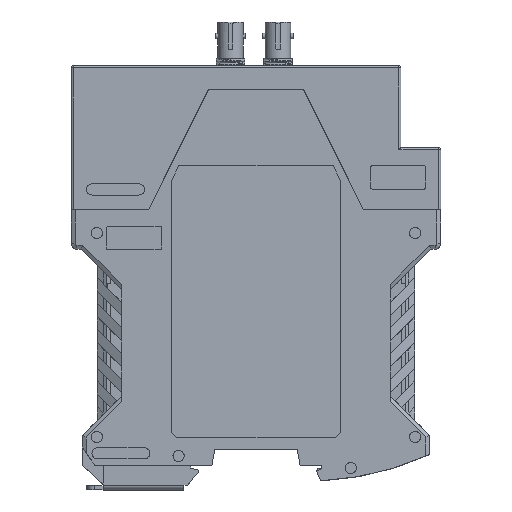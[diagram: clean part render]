
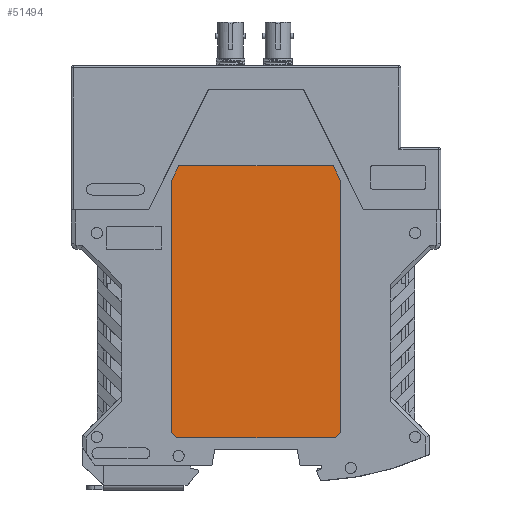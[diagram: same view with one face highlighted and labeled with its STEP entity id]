
A CAD part, top view. The second image highlights one B-rep face of the part: STEP entity #51494.
In plain terms, the highlighted planar face has unit normal (0, 0, 1).
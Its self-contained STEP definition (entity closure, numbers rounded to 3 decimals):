
#1313=CIRCLE('',#54575,2.);
#1314=CIRCLE('',#54576,2.);
#3133=FACE_OUTER_BOUND('',#5869,.T.);
#5869=EDGE_LOOP('',(#35562,#35563,#35564,#35565,#35566,#35567,#35568,#35569));
#9532=LINE('',#73893,#15792);
#9533=LINE('',#73897,#15793);
#9534=LINE('',#73901,#15794);
#9535=LINE('',#73903,#15795);
#9536=LINE('',#73905,#15796);
#9537=LINE('',#73906,#15797);
#15792=VECTOR('',#59599,1.);
#15793=VECTOR('',#59602,1.);
#15794=VECTOR('',#59605,1.);
#15795=VECTOR('',#59606,1.);
#15796=VECTOR('',#59607,1.);
#15797=VECTOR('',#59608,1.);
#21895=VERTEX_POINT('',#73891);
#21896=VERTEX_POINT('',#73892);
#21897=VERTEX_POINT('',#73894);
#21898=VERTEX_POINT('',#73896);
#21899=VERTEX_POINT('',#73898);
#21900=VERTEX_POINT('',#73900);
#21901=VERTEX_POINT('',#73902);
#21902=VERTEX_POINT('',#73904);
#27242=EDGE_CURVE('',#21895,#21896,#9532,.T.);
#27243=EDGE_CURVE('',#21897,#21896,#1313,.T.);
#27244=EDGE_CURVE('',#21897,#21898,#9533,.T.);
#27245=EDGE_CURVE('',#21898,#21899,#1314,.T.);
#27246=EDGE_CURVE('',#21899,#21900,#9534,.T.);
#27247=EDGE_CURVE('',#21900,#21901,#9535,.T.);
#27248=EDGE_CURVE('',#21901,#21902,#9536,.T.);
#27249=EDGE_CURVE('',#21902,#21895,#9537,.T.);
#35562=ORIENTED_EDGE('',*,*,#27242,.T.);
#35563=ORIENTED_EDGE('',*,*,#27243,.F.);
#35564=ORIENTED_EDGE('',*,*,#27244,.T.);
#35565=ORIENTED_EDGE('',*,*,#27245,.T.);
#35566=ORIENTED_EDGE('',*,*,#27246,.T.);
#35567=ORIENTED_EDGE('',*,*,#27247,.T.);
#35568=ORIENTED_EDGE('',*,*,#27248,.T.);
#35569=ORIENTED_EDGE('',*,*,#27249,.T.);
#49360=PLANE('',#54574);
#51494=ADVANCED_FACE('',(#3133),#49360,.T.);
#54574=AXIS2_PLACEMENT_3D('',#73890,#59597,#59598);
#54575=AXIS2_PLACEMENT_3D('',#73895,#59600,#59601);
#54576=AXIS2_PLACEMENT_3D('',#73899,#59603,#59604);
#59597=DIRECTION('center_axis',(0.,0.,1.));
#59598=DIRECTION('ref_axis',(1.,0.,0.));
#59599=DIRECTION('',(0.,-1.,0.));
#59600=DIRECTION('center_axis',(0.,0.,-1.));
#59601=DIRECTION('ref_axis',(-1.,0.,0.));
#59602=DIRECTION('',(1.,0.,0.));
#59603=DIRECTION('center_axis',(0.,0.,1.));
#59604=DIRECTION('ref_axis',(1.,0.,0.));
#59605=DIRECTION('',(0.,1.,0.));
#59606=DIRECTION('',(-0.447,0.894,0.));
#59607=DIRECTION('',(-1.,0.,0.));
#59608=DIRECTION('',(-0.447,-0.894,0.));
#73890=CARTESIAN_POINT('Origin',(3.747,57.985,11.1));
#73891=CARTESIAN_POINT('',(-22.65,84.3,11.1));
#73892=CARTESIAN_POINT('',(-22.65,17.4,11.1));
#73893=CARTESIAN_POINT('',(-22.65,0.,11.1));
#73894=CARTESIAN_POINT('',(-20.65,15.4,11.1));
#73895=CARTESIAN_POINT('Origin',(-20.65,17.4,11.1));
#73896=CARTESIAN_POINT('',(20.65,15.4,11.1));
#73897=CARTESIAN_POINT('',(0.,15.4,11.1));
#73898=CARTESIAN_POINT('',(22.65,17.4,11.1));
#73899=CARTESIAN_POINT('Origin',(20.65,17.4,11.1));
#73900=CARTESIAN_POINT('',(22.65,84.3,11.1));
#73901=CARTESIAN_POINT('',(22.65,0.,11.1));
#73902=CARTESIAN_POINT('',(20.65,88.3,11.1));
#73903=CARTESIAN_POINT('',(51.84,25.92,11.1));
#73904=CARTESIAN_POINT('',(-20.65,88.3,11.1));
#73905=CARTESIAN_POINT('',(0.,88.3,11.1));
#73906=CARTESIAN_POINT('',(-51.84,25.92,11.1));
